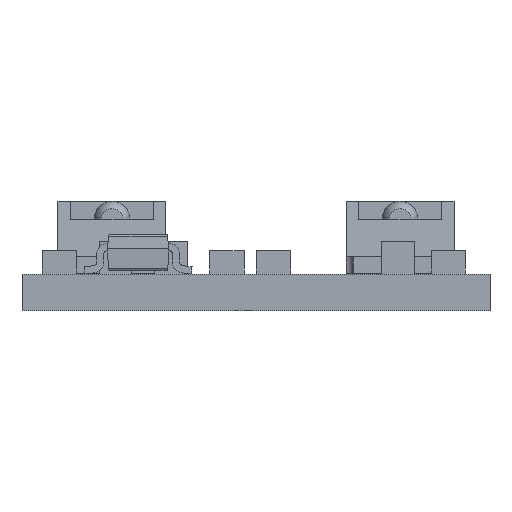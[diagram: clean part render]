
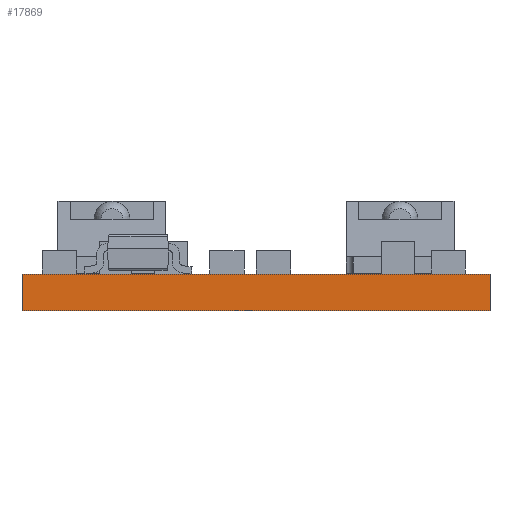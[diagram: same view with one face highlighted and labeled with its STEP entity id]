
A CAD part, front view. The second image highlights one B-rep face of the part: STEP entity #17869.
In plain terms, the highlighted planar face has unit normal (0, -1, 0).
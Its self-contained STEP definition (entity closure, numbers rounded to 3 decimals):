
#110 = VERTEX_POINT ( 'NONE', #6285 ) ;
#2566 = VERTEX_POINT ( 'NONE', #18308 ) ;
#3110 = VERTEX_POINT ( 'NONE', #8578 ) ;
#4749 = FACE_OUTER_BOUND ( 'NONE', #12962, .T. ) ;
#6285 = CARTESIAN_POINT ( 'NONE',  ( 0., 0., 0. ) ) ;
#7055 = ORIENTED_EDGE ( 'NONE', *, *, #34794, .F. ) ;
#8092 = EDGE_CURVE ( 'NONE', #18474, #110, #9962, .T. ) ;
#8578 = CARTESIAN_POINT ( 'NONE',  ( 13., 0., 1.016 ) ) ;
#8758 = CARTESIAN_POINT ( 'NONE',  ( 0., 0., 1.016 ) ) ;
#9833 = VECTOR ( 'NONE', #24377, 1000. ) ;
#9962 = LINE ( 'NONE', #13432, #21205 ) ;
#10505 = DIRECTION ( 'NONE',  ( 0., 0., -1. ) ) ;
#12962 = EDGE_LOOP ( 'NONE', ( #35150, #25673, #7055, #27445 ) ) ;
#13432 = CARTESIAN_POINT ( 'NONE',  ( 0., 0., 1.016 ) ) ;
#16167 = DIRECTION ( 'NONE',  ( 1., 0., 0. ) ) ;
#17165 = LINE ( 'NONE', #35657, #9833 ) ;
#17869 = ADVANCED_FACE ( 'NONE', ( #4749 ), #18622, .F. ) ;
#18308 = CARTESIAN_POINT ( 'NONE',  ( 13., 0., 0. ) ) ;
#18474 = VERTEX_POINT ( 'NONE', #34667 ) ;
#18622 = PLANE ( 'NONE',  #28648 ) ;
#19061 = CARTESIAN_POINT ( 'NONE',  ( 0., 0., 0. ) ) ;
#19582 = DIRECTION ( 'NONE',  ( 1., 0., 0. ) ) ;
#21205 = VECTOR ( 'NONE', #10505, 1000. ) ;
#24377 = DIRECTION ( 'NONE',  ( 0., 0., -1. ) ) ;
#25279 = EDGE_CURVE ( 'NONE', #3110, #2566, #17165, .T. ) ;
#25673 = ORIENTED_EDGE ( 'NONE', *, *, #25279, .F. ) ;
#26969 = CARTESIAN_POINT ( 'NONE',  ( 0., 0., 1.016 ) ) ;
#27445 = ORIENTED_EDGE ( 'NONE', *, *, #8092, .T. ) ;
#28648 = AXIS2_PLACEMENT_3D ( 'NONE', #26969, #32151, #32264 ) ;
#29671 = EDGE_CURVE ( 'NONE', #110, #2566, #35203, .T. ) ;
#31280 = VECTOR ( 'NONE', #19582, 1000. ) ;
#32151 = DIRECTION ( 'NONE',  ( 0., 1., 0. ) ) ;
#32264 = DIRECTION ( 'NONE',  ( 0., 0., 1. ) ) ;
#33009 = LINE ( 'NONE', #8758, #31280 ) ;
#33495 = VECTOR ( 'NONE', #16167, 1000. ) ;
#34667 = CARTESIAN_POINT ( 'NONE',  ( 0., 0., 1.016 ) ) ;
#34794 = EDGE_CURVE ( 'NONE', #18474, #3110, #33009, .T. ) ;
#35150 = ORIENTED_EDGE ( 'NONE', *, *, #29671, .T. ) ;
#35203 = LINE ( 'NONE', #19061, #33495 ) ;
#35657 = CARTESIAN_POINT ( 'NONE',  ( 13., 0., 1.016 ) ) ;
